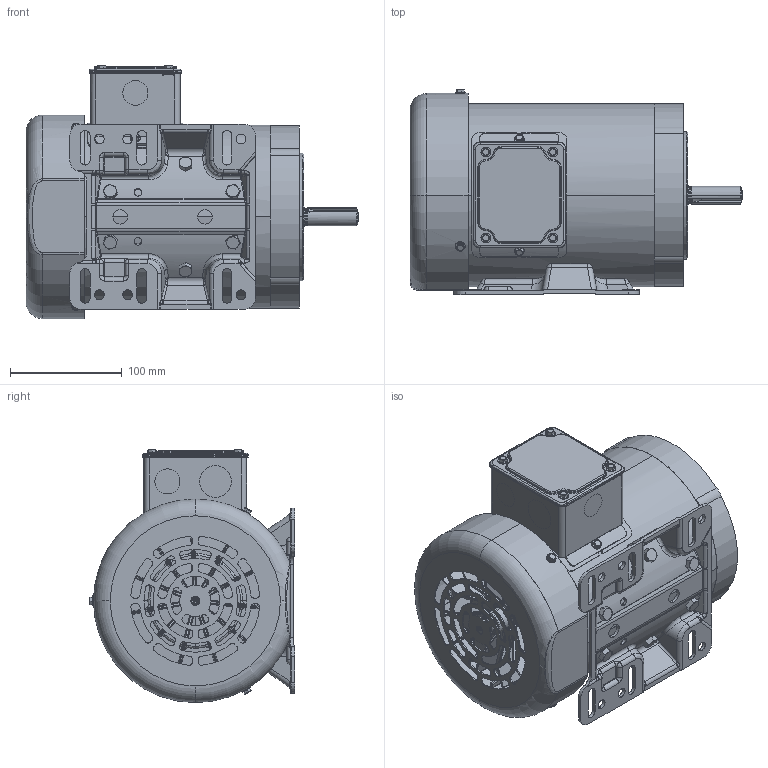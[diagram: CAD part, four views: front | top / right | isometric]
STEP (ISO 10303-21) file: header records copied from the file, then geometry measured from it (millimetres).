
FILE_DESCRIPTION (( 'STEP AP214' ), '1' );
FILE_NAME ('MTRP-1P5-3BD36.STEP', '2019-01-15T14:59:44', ( '' ), ( '' ), 'SwSTEP 2.0', 'SolidWorks 2017', '' );
FILE_SCHEMA (( 'AUTOMOTIVE_DESIGN' ));
Length unit declared in the file: inch
Products named in the file (1): MTRP-1P5-3BD36
Bounding box: 297.5 x 183.73 x 227.03 mm (x, y, z)
Volume: 724916.6 mm3; surface area: 617779.7 mm2
Topology: 39 solids, 39 shells, 3563 faces, 8907 edges, 5348 vertices
Faces by surface type: cylinder 1141, bspline 970, plane 797, cone 283, torus 242, sphere 130
Entity records: 151630 total; most frequent: CARTESIAN_POINT 73965, ORIENTED_EDGE 17520, DIRECTION 14319, EDGE_CURVE 8760, AXIS2_PLACEMENT_3D 5782, VERTEX_POINT 5344, EDGE_LOOP 3838, FACE_OUTER_BOUND 3563
